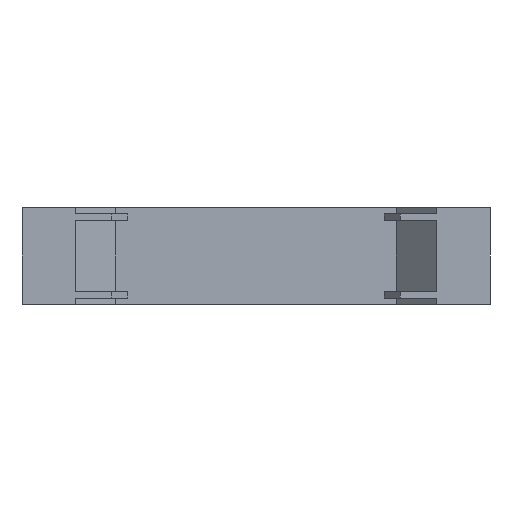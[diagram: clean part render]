
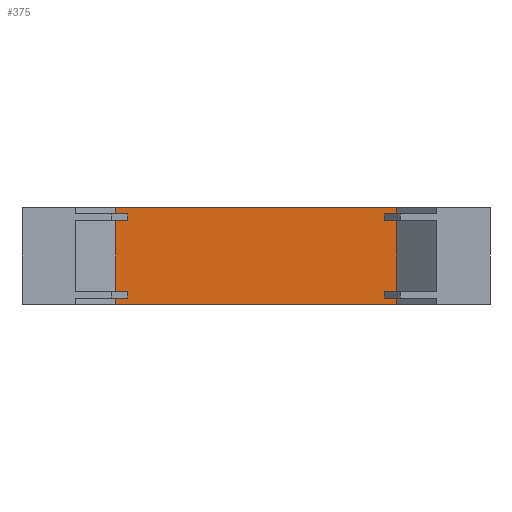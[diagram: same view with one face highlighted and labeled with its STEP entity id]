
A CAD part, front view. The second image highlights one B-rep face of the part: STEP entity #375.
In plain terms, the highlighted planar face has unit normal (0, -1, 0).
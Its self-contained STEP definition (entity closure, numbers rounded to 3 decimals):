
#186 = EDGE_CURVE ( 'NONE', #580, #813, #5494, .T. ) ;
#235 = DIRECTION ( 'NONE',  ( 0., 0., 1. ) ) ;
#279 = FACE_OUTER_BOUND ( 'NONE', #3016, .T. ) ;
#375 = ADVANCED_FACE ( 'NONE', ( #279 ), #1365, .F. ) ;
#512 = EDGE_CURVE ( 'NONE', #1958, #1471, #2652, .T. ) ;
#572 = VECTOR ( 'NONE', #1906, 1000. ) ;
#580 = VERTEX_POINT ( 'NONE', #2095 ) ;
#745 = EDGE_CURVE ( 'NONE', #580, #1958, #2163, .T. ) ;
#813 = VERTEX_POINT ( 'NONE', #1603 ) ;
#1059 = AXIS2_PLACEMENT_3D ( 'NONE', #1258, #4706, #235 ) ;
#1258 = CARTESIAN_POINT ( 'NONE',  ( -17.475, 0., 6. ) ) ;
#1365 = PLANE ( 'NONE',  #1059 ) ;
#1471 = VERTEX_POINT ( 'NONE', #5173 ) ;
#1603 = CARTESIAN_POINT ( 'NONE',  ( 17.475, 0., 6. ) ) ;
#1779 = DIRECTION ( 'NONE',  ( 0., 0., -1. ) ) ;
#1793 = CARTESIAN_POINT ( 'NONE',  ( -17.475, 0., 6. ) ) ;
#1906 = DIRECTION ( 'NONE',  ( 1., 0., 0. ) ) ;
#1958 = VERTEX_POINT ( 'NONE', #3392 ) ;
#2095 = CARTESIAN_POINT ( 'NONE',  ( -17.475, 0., 6. ) ) ;
#2163 = LINE ( 'NONE', #1793, #2190 ) ;
#2190 = VECTOR ( 'NONE', #1779, 1000. ) ;
#2251 = DIRECTION ( 'NONE',  ( 1., 0., 0. ) ) ;
#2284 = CARTESIAN_POINT ( 'NONE',  ( -17.475, 0., -6. ) ) ;
#2370 = CARTESIAN_POINT ( 'NONE',  ( -17.475, 0., 6. ) ) ;
#2398 = VECTOR ( 'NONE', #2251, 1000. ) ;
#2527 = VECTOR ( 'NONE', #3480, 1000. ) ;
#2652 = LINE ( 'NONE', #2284, #2398 ) ;
#3016 = EDGE_LOOP ( 'NONE', ( #4005, #5417, #5342, #4016 ) ) ;
#3392 = CARTESIAN_POINT ( 'NONE',  ( -17.475, 0., -6. ) ) ;
#3457 = CARTESIAN_POINT ( 'NONE',  ( 17.475, 0., 6. ) ) ;
#3480 = DIRECTION ( 'NONE',  ( 0., 0., -1. ) ) ;
#3923 = EDGE_CURVE ( 'NONE', #813, #1471, #4084, .T. ) ;
#4005 = ORIENTED_EDGE ( 'NONE', *, *, #512, .T. ) ;
#4016 = ORIENTED_EDGE ( 'NONE', *, *, #745, .T. ) ;
#4084 = LINE ( 'NONE', #3457, #2527 ) ;
#4706 = DIRECTION ( 'NONE',  ( 0., 1., 0. ) ) ;
#5173 = CARTESIAN_POINT ( 'NONE',  ( 17.475, 0., -6. ) ) ;
#5342 = ORIENTED_EDGE ( 'NONE', *, *, #186, .F. ) ;
#5417 = ORIENTED_EDGE ( 'NONE', *, *, #3923, .F. ) ;
#5494 = LINE ( 'NONE', #2370, #572 ) ;
